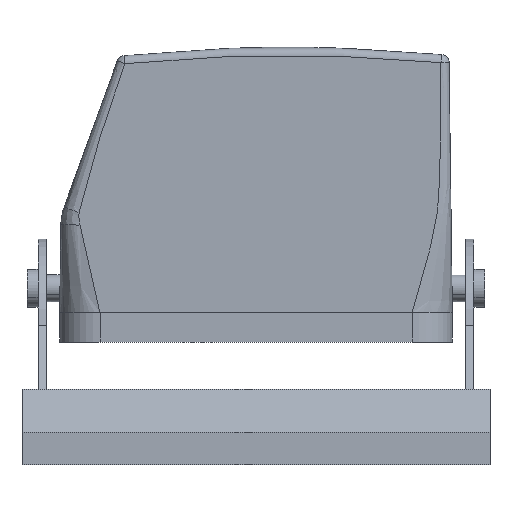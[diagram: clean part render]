
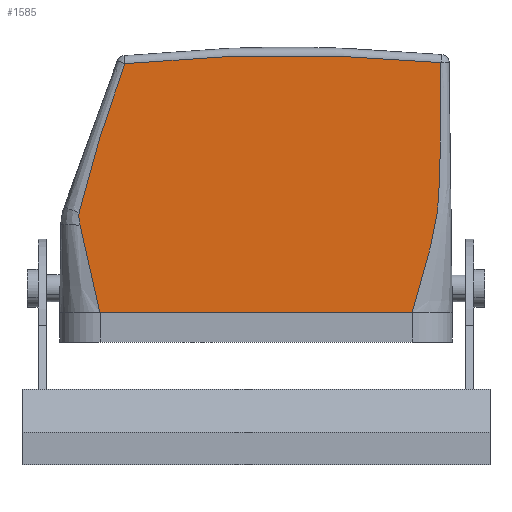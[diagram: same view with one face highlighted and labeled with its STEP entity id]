
A CAD part, left-side view. The second image highlights one B-rep face of the part: STEP entity #1585.
In plain terms, the highlighted planar face has unit normal (-1, 0, 0).
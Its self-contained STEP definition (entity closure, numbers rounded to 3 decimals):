
#532=AXIS2_PLACEMENT_3D('Circle Axis2P3D',#530,#531,$) ;
#1486=AXIS2_PLACEMENT_3D('Plane Axis2P3D',#1483,#1484,#1485) ;
#500=CARTESIAN_POINT('Vertex',(18.5,67.874,74.551)) ;
#527=CARTESIAN_POINT('Vertex',(18.5,9.119,74.748)) ;
#530=CARTESIAN_POINT('Axis2P3D Location',(18.5,37.5,-222.4)) ;
#1453=CARTESIAN_POINT('Vertex',(18.5,76.39,46.872)) ;
#1457=CARTESIAN_POINT('Control Point',(18.5,67.874,74.551)) ;
#1458=CARTESIAN_POINT('Control Point',(18.5,68.242,73.504)) ;
#1459=CARTESIAN_POINT('Control Point',(18.5,68.603,72.469)) ;
#1460=CARTESIAN_POINT('Control Point',(18.5,68.962,71.434)) ;
#1461=CARTESIAN_POINT('Control Point',(18.5,69.741,69.165)) ;
#1462=CARTESIAN_POINT('Control Point',(18.5,70.509,66.894)) ;
#1463=CARTESIAN_POINT('Control Point',(18.5,70.91,65.699)) ;
#1464=CARTESIAN_POINT('Control Point',(18.5,71.707,63.308)) ;
#1465=CARTESIAN_POINT('Control Point',(18.5,72.494,60.915)) ;
#1466=CARTESIAN_POINT('Control Point',(18.5,72.885,59.718)) ;
#1467=CARTESIAN_POINT('Control Point',(18.5,73.532,57.715)) ;
#1468=CARTESIAN_POINT('Control Point',(18.5,74.16,55.707)) ;
#1469=CARTESIAN_POINT('Control Point',(18.5,74.394,54.945)) ;
#1470=CARTESIAN_POINT('Control Point',(18.5,75.01,52.862)) ;
#1471=CARTESIAN_POINT('Control Point',(18.5,75.562,50.762)) ;
#1472=CARTESIAN_POINT('Control Point',(18.5,75.869,49.47)) ;
#1473=CARTESIAN_POINT('Control Point',(18.5,76.144,48.174)) ;
#1474=CARTESIAN_POINT('Control Point',(18.5,76.39,46.872)) ;
#1483=CARTESIAN_POINT('Axis2P3D Location',(18.5,1.631,-5.368)) ;
#1489=CARTESIAN_POINT('Control Point',(18.5,76.39,46.872)) ;
#1490=CARTESIAN_POINT('Control Point',(18.5,76.447,46.404)) ;
#1491=CARTESIAN_POINT('Control Point',(18.5,76.458,45.931)) ;
#1492=CARTESIAN_POINT('Control Point',(18.5,76.422,45.46)) ;
#1493=CARTESIAN_POINT('Control Point',(18.5,76.336,44.997)) ;
#1494=CARTESIAN_POINT('Control Point',(18.5,76.2,44.553)) ;
#1495=CARTESIAN_POINT('Vertex',(18.5,76.2,44.553)) ;
#1499=CARTESIAN_POINT('Control Point',(18.5,76.2,44.553)) ;
#1500=CARTESIAN_POINT('Control Point',(18.5,76.106,44.062)) ;
#1501=CARTESIAN_POINT('Control Point',(18.5,76.009,43.571)) ;
#1502=CARTESIAN_POINT('Control Point',(18.5,75.91,43.083)) ;
#1503=CARTESIAN_POINT('Control Point',(18.5,75.485,41.041)) ;
#1504=CARTESIAN_POINT('Control Point',(18.5,75.022,39.007)) ;
#1505=CARTESIAN_POINT('Control Point',(18.5,74.657,37.467)) ;
#1506=CARTESIAN_POINT('Control Point',(18.5,74.21,35.598)) ;
#1507=CARTESIAN_POINT('Control Point',(18.5,73.767,33.727)) ;
#1508=CARTESIAN_POINT('Control Point',(18.5,73.69,33.4)) ;
#1509=CARTESIAN_POINT('Control Point',(18.5,73.4,32.166)) ;
#1510=CARTESIAN_POINT('Control Point',(18.5,73.114,30.933)) ;
#1511=CARTESIAN_POINT('Control Point',(18.5,72.926,30.108)) ;
#1512=CARTESIAN_POINT('Control Point',(18.5,72.723,29.206)) ;
#1513=CARTESIAN_POINT('Control Point',(18.5,72.522,28.3)) ;
#1514=CARTESIAN_POINT('Vertex',(18.5,72.522,28.3)) ;
#1517=CARTESIAN_POINT('Line Origine',(18.5,43.498,28.3)) ;
#1521=CARTESIAN_POINT('Vertex',(18.5,14.473,28.3)) ;
#1525=CARTESIAN_POINT('Control Point',(18.5,9.119,74.748)) ;
#1526=CARTESIAN_POINT('Control Point',(18.5,9.116,74.091)) ;
#1527=CARTESIAN_POINT('Control Point',(18.5,9.113,73.436)) ;
#1528=CARTESIAN_POINT('Control Point',(18.5,9.112,72.785)) ;
#1529=CARTESIAN_POINT('Control Point',(18.5,9.111,71.5)) ;
#1530=CARTESIAN_POINT('Control Point',(18.5,9.113,70.207)) ;
#1531=CARTESIAN_POINT('Control Point',(18.5,9.116,69.477)) ;
#1532=CARTESIAN_POINT('Control Point',(18.5,9.129,66.258)) ;
#1533=CARTESIAN_POINT('Control Point',(18.5,9.161,63.039)) ;
#1534=CARTESIAN_POINT('Control Point',(18.5,9.195,60.461)) ;
#1535=CARTESIAN_POINT('Control Point',(18.5,9.233,57.788)) ;
#1536=CARTESIAN_POINT('Control Point',(18.5,9.293,55.114)) ;
#1537=CARTESIAN_POINT('Control Point',(18.5,9.295,55.019)) ;
#1538=CARTESIAN_POINT('Control Point',(18.5,9.311,54.358)) ;
#1539=CARTESIAN_POINT('Control Point',(18.5,9.328,53.682)) ;
#1540=CARTESIAN_POINT('Control Point',(18.5,9.345,53.053)) ;
#1541=CARTESIAN_POINT('Control Point',(18.5,9.366,52.382)) ;
#1542=CARTESIAN_POINT('Control Point',(18.5,9.393,51.726)) ;
#1543=CARTESIAN_POINT('Control Point',(18.5,9.397,51.636)) ;
#1544=CARTESIAN_POINT('Control Point',(18.5,9.413,51.276)) ;
#1545=CARTESIAN_POINT('Control Point',(18.5,9.432,50.915)) ;
#1546=CARTESIAN_POINT('Control Point',(18.5,9.447,50.645)) ;
#1547=CARTESIAN_POINT('Control Point',(18.5,9.569,48.651)) ;
#1548=CARTESIAN_POINT('Control Point',(18.5,9.779,46.663)) ;
#1549=CARTESIAN_POINT('Control Point',(18.5,10.052,44.955)) ;
#1550=CARTESIAN_POINT('Control Point',(18.5,10.718,41.7)) ;
#1551=CARTESIAN_POINT('Control Point',(18.5,11.578,38.487)) ;
#1552=CARTESIAN_POINT('Control Point',(18.5,12.018,36.956)) ;
#1553=CARTESIAN_POINT('Control Point',(18.5,12.578,35.044)) ;
#1554=CARTESIAN_POINT('Control Point',(18.5,13.131,33.131)) ;
#1555=CARTESIAN_POINT('Control Point',(18.5,13.241,32.748)) ;
#1556=CARTESIAN_POINT('Control Point',(18.5,13.405,32.174)) ;
#1557=CARTESIAN_POINT('Control Point',(18.5,13.568,31.599)) ;
#1558=CARTESIAN_POINT('Control Point',(18.5,13.622,31.407)) ;
#1559=CARTESIAN_POINT('Control Point',(18.5,13.703,31.12)) ;
#1560=CARTESIAN_POINT('Control Point',(18.5,13.783,30.832)) ;
#1561=CARTESIAN_POINT('Control Point',(18.5,13.81,30.736)) ;
#1562=CARTESIAN_POINT('Control Point',(18.5,13.863,30.545)) ;
#1563=CARTESIAN_POINT('Control Point',(18.5,13.916,30.356)) ;
#1564=CARTESIAN_POINT('Control Point',(18.5,13.941,30.262)) ;
#1565=CARTESIAN_POINT('Control Point',(18.5,14.015,29.994)) ;
#1566=CARTESIAN_POINT('Control Point',(18.5,14.088,29.729)) ;
#1567=CARTESIAN_POINT('Control Point',(18.5,14.135,29.555)) ;
#1568=CARTESIAN_POINT('Control Point',(18.5,14.207,29.289)) ;
#1569=CARTESIAN_POINT('Control Point',(18.5,14.28,29.02)) ;
#1570=CARTESIAN_POINT('Control Point',(18.5,14.305,28.93)) ;
#1571=CARTESIAN_POINT('Control Point',(18.5,14.353,28.75)) ;
#1572=CARTESIAN_POINT('Control Point',(18.5,14.401,28.57)) ;
#1573=CARTESIAN_POINT('Control Point',(18.5,14.425,28.48)) ;
#1574=CARTESIAN_POINT('Control Point',(18.5,14.449,28.39)) ;
#1575=CARTESIAN_POINT('Control Point',(18.5,14.473,28.3)) ;
#531=DIRECTION('Axis2P3D Direction',(-1.,0.,0.)) ;
#1484=DIRECTION('Axis2P3D Direction',(-1.,0.,0.)) ;
#1485=DIRECTION('Axis2P3D XDirection',(0.,-0.17,0.985)) ;
#1518=DIRECTION('Vector Direction',(0.,-1.,0.)) ;
#1519=VECTOR('Line Direction',#1518,1.) ;
#1578=ORIENTED_EDGE('',*,*,#1475,.F.) ;
#1579=ORIENTED_EDGE('',*,*,#1497,.F.) ;
#1580=ORIENTED_EDGE('',*,*,#1516,.F.) ;
#1581=ORIENTED_EDGE('',*,*,#1523,.T.) ;
#1582=ORIENTED_EDGE('',*,*,#1576,.T.) ;
#1583=ORIENTED_EDGE('',*,*,#534,.T.) ;
#1585=ADVANCED_FACE('Housing',(#1584),#1487,.T.) ;
#1456=B_SPLINE_CURVE_WITH_KNOTS('',5,(#1457,#1458,#1459,#1460,#1461,#1462,#1463,#1464,#1465,#1466,#1467,#1468,#1469,#1470,#1471,#1472,#1473,#1474),.UNSPECIFIED.,.F.,.U.,(6,3,3,3,3,6),(41.604,47.242,53.498,59.754,63.965,70.561),.UNSPECIFIED.) ;
#1488=B_SPLINE_CURVE_WITH_KNOTS('',5,(#1489,#1490,#1491,#1492,#1493,#1494),.UNSPECIFIED.,.F.,.U.,(6,6),(0.,3.321),.UNSPECIFIED.) ;
#1498=B_SPLINE_CURVE_WITH_KNOTS('',5,(#1499,#1500,#1501,#1502,#1503,#1504,#1505,#1506,#1507,#1508,#1509,#1510,#1511,#1512,#1513),.UNSPECIFIED.,.F.,.U.,(6,3,3,3,6),(0.,3.531,14.724,17.087,23.663),.UNSPECIFIED.) ;
#1524=B_SPLINE_CURVE_WITH_KNOTS('',5,(#1525,#1526,#1527,#1528,#1529,#1530,#1531,#1532,#1533,#1534,#1535,#1536,#1537,#1538,#1539,#1540,#1541,#1542,#1543,#1544,#1545,#1546,#1547,#1548,#1549,#1550,#1551,#1552,#1553,#1554,#1555,#1556,#1557,#1558,#1559,#1560,#1561,#1562,#1563,#1564,#1565,#1566,#1567,#1568,#1569,#1570,#1571,#1572,#1573,#1574,#1575),.UNSPECIFIED.,.F.,.U.,(6,3,3,3,3,3,3,3,3,3,3,3,3,3,3,3,6),(0.,4.664,9.202,27.459,28.137,32.13,32.768,34.684,46.912,58.148,60.96,62.365,63.068,63.771,65.088,65.747,66.405),.UNSPECIFIED.) ;
#533=CIRCLE('generated circle',#532,298.5) ;
#534=EDGE_CURVE('',#528,#501,#533,.T.) ;
#1475=EDGE_CURVE('',#1454,#501,#1456,.F.) ;
#1497=EDGE_CURVE('',#1496,#1454,#1488,.F.) ;
#1516=EDGE_CURVE('',#1515,#1496,#1498,.F.) ;
#1523=EDGE_CURVE('',#1515,#1522,#1520,.T.) ;
#1576=EDGE_CURVE('',#1522,#528,#1524,.F.) ;
#1577=EDGE_LOOP('',(#1578,#1579,#1580,#1581,#1582,#1583)) ;
#1584=FACE_OUTER_BOUND('',#1577,.T.) ;
#1520=LINE('Line',#1517,#1519) ;
#1487=PLANE('',#1486) ;
#501=VERTEX_POINT('',#500) ;
#528=VERTEX_POINT('',#527) ;
#1454=VERTEX_POINT('',#1453) ;
#1496=VERTEX_POINT('',#1495) ;
#1515=VERTEX_POINT('',#1514) ;
#1522=VERTEX_POINT('',#1521) ;
